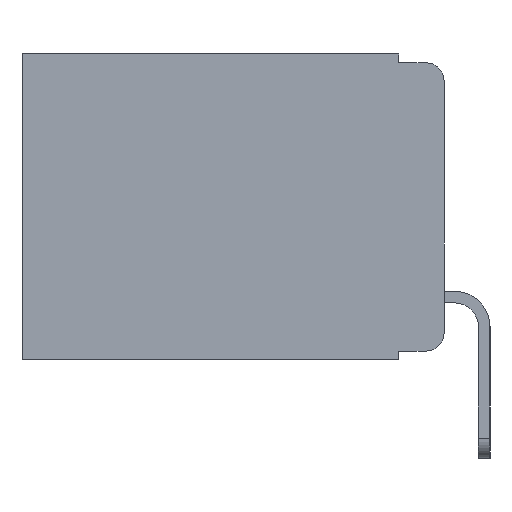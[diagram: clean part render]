
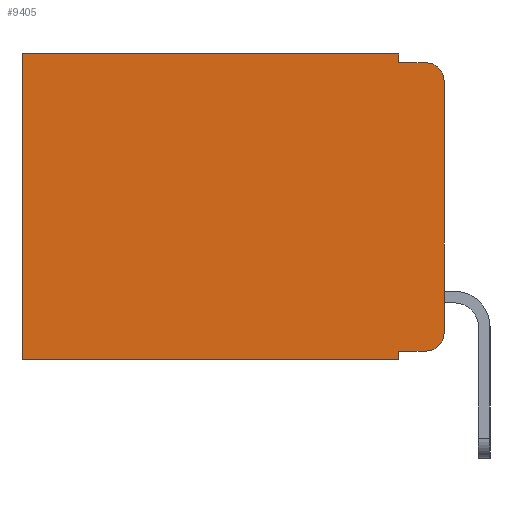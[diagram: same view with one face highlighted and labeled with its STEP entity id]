
A CAD part, left-side view. The second image highlights one B-rep face of the part: STEP entity #9405.
In plain terms, the highlighted planar face has unit normal (-1, 0, 0).
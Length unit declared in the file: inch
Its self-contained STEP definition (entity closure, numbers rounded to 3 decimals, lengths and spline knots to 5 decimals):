
#517 = LINE ( 'NONE', #7857, #12638 ) ;
#524 = LINE ( 'NONE', #2603, #9027 ) ;
#592 = DIRECTION ( 'NONE',  ( 0., 0., -1. ) ) ;
#1121 = VECTOR ( 'NONE', #3835, 39.37008 ) ;
#1198 = EDGE_CURVE ( 'NONE', #3727, #8331, #5314, .T. ) ;
#1221 = CARTESIAN_POINT ( 'NONE',  ( 0.298, 0.02, -0.03 ) ) ;
#1639 = ORIENTED_EDGE ( 'NONE', *, *, #7858, .T. ) ;
#1692 = ORIENTED_EDGE ( 'NONE', *, *, #5853, .T. ) ;
#2062 = EDGE_CURVE ( 'NONE', #16129, #16351, #13681, .T. ) ;
#2301 = PLANE ( 'NONE',  #16061 ) ;
#2438 = ORIENTED_EDGE ( 'NONE', *, *, #1198, .T. ) ;
#2589 = EDGE_LOOP ( 'NONE', ( #14520, #1639, #5040, #10055, #2438, #15003, #12099, #13553, #1692, #7133 ) ) ;
#2603 = CARTESIAN_POINT ( 'NONE',  ( 0.298, 0.051, 0. ) ) ;
#2972 = DIRECTION ( 'NONE',  ( 0., 0., -1. ) ) ;
#3085 = CARTESIAN_POINT ( 'NONE',  ( 0.298, 0., 0. ) ) ;
#3360 = LINE ( 'NONE', #18227, #11533 ) ;
#3727 = VERTEX_POINT ( 'NONE', #13229 ) ;
#3835 = DIRECTION ( 'NONE',  ( 0., 0., -1. ) ) ;
#3976 = CARTESIAN_POINT ( 'NONE',  ( 0.298, 0.051, 0. ) ) ;
#4600 = DIRECTION ( 'NONE',  ( 0., 0., -1. ) ) ;
#4887 = CARTESIAN_POINT ( 'NONE',  ( 0.298, 0., -0.343 ) ) ;
#5040 = ORIENTED_EDGE ( 'NONE', *, *, #16262, .F. ) ;
#5206 = EDGE_CURVE ( 'NONE', #3727, #8318, #10516, .T. ) ;
#5314 = LINE ( 'NONE', #3085, #12364 ) ;
#5717 = EDGE_CURVE ( 'NONE', #6349, #18579, #524, .T. ) ;
#5836 = DIRECTION ( 'NONE',  ( 0., 0., -1. ) ) ;
#5853 = EDGE_CURVE ( 'NONE', #6349, #16129, #15286, .T. ) ;
#6169 = LINE ( 'NONE', #12803, #17471 ) ;
#6349 = VERTEX_POINT ( 'NONE', #14660 ) ;
#6765 = VECTOR ( 'NONE', #10667, 39.37008 ) ;
#6846 = DIRECTION ( 'NONE',  ( 0., 1., 0. ) ) ;
#7133 = ORIENTED_EDGE ( 'NONE', *, *, #2062, .T. ) ;
#7857 = CARTESIAN_POINT ( 'NONE',  ( 0.298, 0.473, 0. ) ) ;
#7858 = EDGE_CURVE ( 'NONE', #13425, #11698, #17624, .T. ) ;
#8318 = VERTEX_POINT ( 'NONE', #16848 ) ;
#8331 = VERTEX_POINT ( 'NONE', #18214 ) ;
#9027 = VECTOR ( 'NONE', #10760, 39.37008 ) ;
#9405 = ADVANCED_FACE ( 'NONE', ( #10397 ), #2301, .F. ) ;
#9603 = EDGE_CURVE ( 'NONE', #18579, #12837, #16571, .T. ) ;
#9735 = CARTESIAN_POINT ( 'NONE',  ( 0.298, 0.02, -0.01 ) ) ;
#9816 = DIRECTION ( 'NONE',  ( 0., -1., 0. ) ) ;
#10055 = ORIENTED_EDGE ( 'NONE', *, *, #5206, .F. ) ;
#10397 = FACE_OUTER_BOUND ( 'NONE', #2589, .T. ) ;
#10516 = LINE ( 'NONE', #3976, #1121 ) ;
#10577 = DIRECTION ( 'NONE',  ( -1., 0., 0. ) ) ;
#10648 = DIRECTION ( 'NONE',  ( 1., 0., 0. ) ) ;
#10667 = DIRECTION ( 'NONE',  ( 0., -1., 0. ) ) ;
#10760 = DIRECTION ( 'NONE',  ( 0., 0., -1. ) ) ;
#10837 = CARTESIAN_POINT ( 'NONE',  ( 0.298, 0.02, -0.313 ) ) ;
#11454 = CARTESIAN_POINT ( 'NONE',  ( 0.298, 0., -0.313 ) ) ;
#11533 = VECTOR ( 'NONE', #19511, 39.37008 ) ;
#11698 = VERTEX_POINT ( 'NONE', #9735 ) ;
#12099 = ORIENTED_EDGE ( 'NONE', *, *, #9603, .F. ) ;
#12364 = VECTOR ( 'NONE', #6846, 39.37008 ) ;
#12557 = AXIS2_PLACEMENT_3D ( 'NONE', #10837, #10577, #5836 ) ;
#12615 = CARTESIAN_POINT ( 'NONE',  ( 0.298, 0.02, -0.333 ) ) ;
#12638 = VECTOR ( 'NONE', #4600, 39.37008 ) ;
#12668 = DIRECTION ( 'NONE',  ( -1., 0., 0. ) ) ;
#12767 = CARTESIAN_POINT ( 'NONE',  ( 0.298, 0.051, -0.333 ) ) ;
#12803 = CARTESIAN_POINT ( 'NONE',  ( 0.298, 0.051, -0.01 ) ) ;
#12837 = VERTEX_POINT ( 'NONE', #18139 ) ;
#12991 = VECTOR ( 'NONE', #18208, 39.37008 ) ;
#13229 = CARTESIAN_POINT ( 'NONE',  ( 0.298, 0.051, 0. ) ) ;
#13425 = VERTEX_POINT ( 'NONE', #15067 ) ;
#13553 = ORIENTED_EDGE ( 'NONE', *, *, #5717, .F. ) ;
#13681 = CIRCLE ( 'NONE', #12557, 0.02 ) ;
#14520 = ORIENTED_EDGE ( 'NONE', *, *, #15385, .F. ) ;
#14660 = CARTESIAN_POINT ( 'NONE',  ( 0.298, 0.051, -0.333 ) ) ;
#14888 = CARTESIAN_POINT ( 'NONE',  ( 0.298, 0., 0. ) ) ;
#15003 = ORIENTED_EDGE ( 'NONE', *, *, #17186, .T. ) ;
#15067 = CARTESIAN_POINT ( 'NONE',  ( 0.298, 0., -0.03 ) ) ;
#15286 = LINE ( 'NONE', #12767, #6765 ) ;
#15385 = EDGE_CURVE ( 'NONE', #13425, #16351, #3360, .T. ) ;
#16061 = AXIS2_PLACEMENT_3D ( 'NONE', #14888, #10648, #592 ) ;
#16129 = VERTEX_POINT ( 'NONE', #12615 ) ;
#16262 = EDGE_CURVE ( 'NONE', #8318, #11698, #6169, .T. ) ;
#16351 = VERTEX_POINT ( 'NONE', #11454 ) ;
#16571 = LINE ( 'NONE', #4887, #12991 ) ;
#16848 = CARTESIAN_POINT ( 'NONE',  ( 0.298, 0.051, -0.01 ) ) ;
#17186 = EDGE_CURVE ( 'NONE', #8331, #12837, #517, .T. ) ;
#17471 = VECTOR ( 'NONE', #9816, 39.37008 ) ;
#17624 = CIRCLE ( 'NONE', #18542, 0.02 ) ;
#18139 = CARTESIAN_POINT ( 'NONE',  ( 0.298, 0.473, -0.343 ) ) ;
#18208 = DIRECTION ( 'NONE',  ( 0., 1., 0. ) ) ;
#18214 = CARTESIAN_POINT ( 'NONE',  ( 0.298, 0.473, 0. ) ) ;
#18227 = CARTESIAN_POINT ( 'NONE',  ( 0.298, 0., 0. ) ) ;
#18542 = AXIS2_PLACEMENT_3D ( 'NONE', #1221, #12668, #2972 ) ;
#18579 = VERTEX_POINT ( 'NONE', #18648 ) ;
#18648 = CARTESIAN_POINT ( 'NONE',  ( 0.298, 0.051, -0.343 ) ) ;
#19511 = DIRECTION ( 'NONE',  ( 0., 0., -1. ) ) ;
